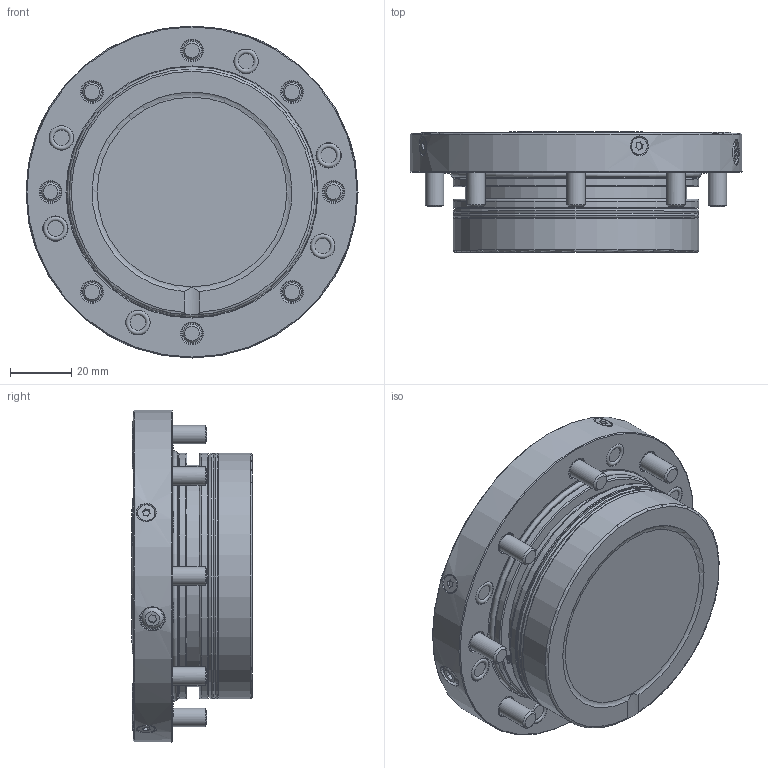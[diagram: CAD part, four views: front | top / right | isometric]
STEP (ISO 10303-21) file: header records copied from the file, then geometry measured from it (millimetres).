
FILE_DESCRIPTION (( 'STEP AP214' ), '1' );
FILE_NAME ('STARK_804 530_A.STEP', '2022-05-04T06:53:59', ( '' ), ( '' ), 'SwSTEP 2.0', 'SolidWorks 2021', '' );
FILE_SCHEMA (( 'AUTOMOTIVE_DESIGN' ));
Length unit declared in the file: millimetre
Products named in the file (1): STARK_804 530_A
Bounding box: 108 x 39.25 x 108 mm (x, y, z)
Volume: 216907.4 mm3; surface area: 35530.7 mm2
Topology: 1 solids, 5 shells, 389 faces, 866 edges, 577 vertices
Faces by surface type: cylinder 169, plane 109, cone 63, torus 38, sphere 10
Full cylindrical faces by diameter (mm): 0.4 x4, 1.5 x4, 1.697 x2, 4.8 x14, 5.6 x4, 6 x12, 8 x8, 11.5 x8, 16.4 x2, 17.2 x1, 18.289 x1, 21 x1, 32 x1, 72.049 x1, 76 x1, 78.55 x2, 79.125 x2, 79.95 x2, 80 x1, 108 x1
Entity records: 18860 total; most frequent: CARTESIAN_POINT 9138, DIRECTION 1578, ORIENTED_EDGE 1218, AXIS2_PLACEMENT_3D 751, EDGE_LOOP 650, EDGE_CURVE 609, FACE_OUTER_BOUND 491, VERTEX_POINT 483
